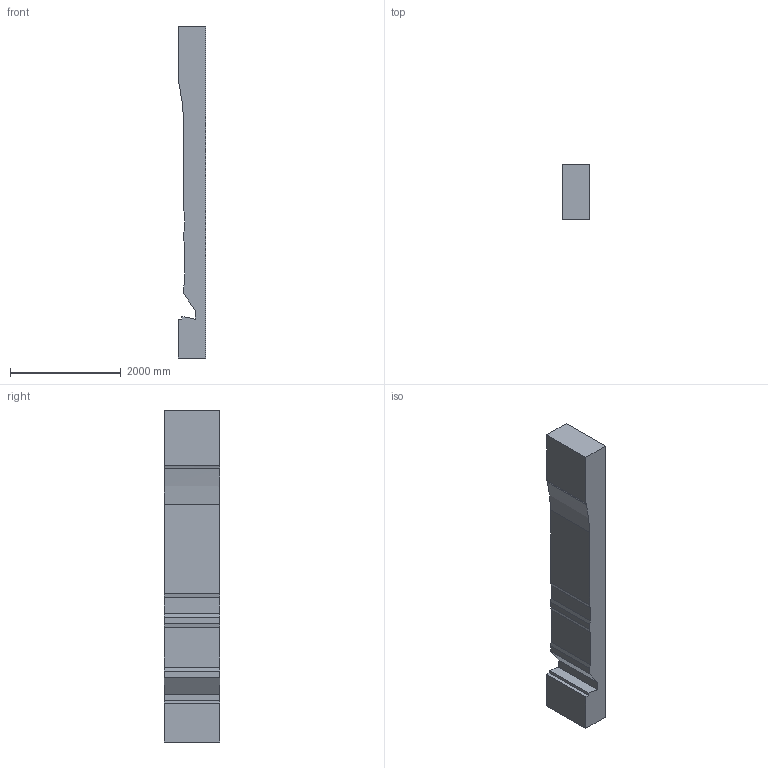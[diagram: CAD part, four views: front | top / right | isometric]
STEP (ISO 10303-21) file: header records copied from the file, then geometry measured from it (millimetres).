
FILE_DESCRIPTION(/* description */ ('','CAx-IF Rec.Pracs.---Representation and Presentation of Product Manufacturing Information (PMI)---4.0---2014-10-13'),/* implementation_level */ '2;1');
FILE_NAME(/* name */ 'Mesh Design for CFD Analysis v2.step',/* time_stamp */ '2025-02-15T10:53:29Z',/* author */ (''),/* organization */ (''),/* preprocessor_version */ 'ST-DEVELOPER v20',/* originating_system */ 'Autodesk Translation Framework v13.20.0.188',/* authorisation */ '');
FILE_SCHEMA (('AP242_MANAGED_MODEL_BASED_3D_ENGINEERING_MIM_LF { 1 0 10303 442 1 1 4 }'));
Length unit declared in the file: millimetre
Products named in the file (1): Mesh Design for CFD Analysis
Bounding box: 500 x 1000 x 6000 mm (x, y, z)
Volume: 2519034325.4 mm3; surface area: 18478656.1 mm2
Topology: 1 solids, 1 shells, 23 faces, 63 edges, 42 vertices
Faces by surface type: plane 21, bspline 2
Entity records: 876 total; most frequent: CARTESIAN_POINT 269, ORIENTED_EDGE 126, DIRECTION 103, EDGE_CURVE 63, LINE 59, VECTOR 59, VERTEX_POINT 42, FACE_OUTER_BOUND 23
